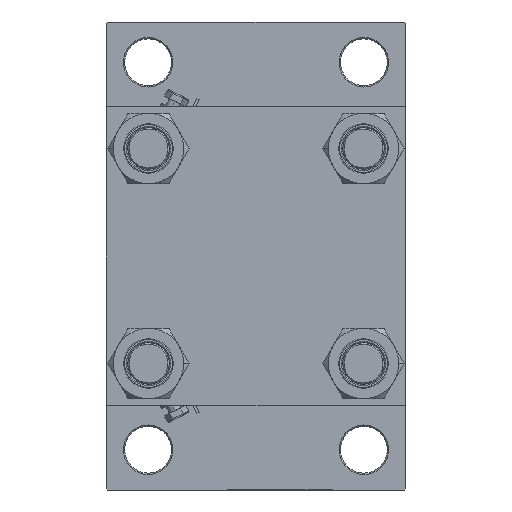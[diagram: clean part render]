
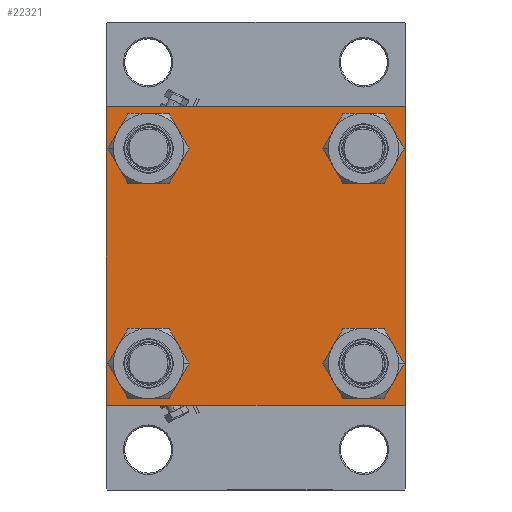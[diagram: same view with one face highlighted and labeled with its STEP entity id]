
A CAD part, left-side view. The second image highlights one B-rep face of the part: STEP entity #22321.
In plain terms, the highlighted planar face has unit normal (-1, 0, 0).
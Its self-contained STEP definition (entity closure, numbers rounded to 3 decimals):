
#73 = FACE_BOUND ( 'NONE', #2806, .T. ) ;
#151 = EDGE_CURVE ( 'NONE', #3142, #12915, #13669, .T. ) ;
#195 = CIRCLE ( 'NONE', #41751, 8.5 ) ;
#337 = CARTESIAN_POINT ( 'NONE',  ( 0., -57., 57.5 ) ) ;
#577 = DIRECTION ( 'NONE',  ( -1., 0., 0. ) ) ;
#601 = ORIENTED_EDGE ( 'NONE', *, *, #38278, .T. ) ;
#1611 = DIRECTION ( 'NONE',  ( 1., 0., 0. ) ) ;
#1694 = DIRECTION ( 'NONE',  ( 0., 0.707, 0.707 ) ) ;
#1828 = LINE ( 'NONE', #40616, #43743 ) ;
#2213 = CIRCLE ( 'NONE', #39666, 8.5 ) ;
#2554 = VERTEX_POINT ( 'NONE', #14079 ) ;
#2561 = CARTESIAN_POINT ( 'NONE',  ( 0., 41.35, -49.85 ) ) ;
#2640 = VECTOR ( 'NONE', #8365, 1000. ) ;
#2806 = EDGE_LOOP ( 'NONE', ( #4531, #8402 ) ) ;
#3142 = VERTEX_POINT ( 'NONE', #39955 ) ;
#3969 = AXIS2_PLACEMENT_3D ( 'NONE', #4213, #1611, #27176 ) ;
#4213 = CARTESIAN_POINT ( 'NONE',  ( 0., 41.35, -41.35 ) ) ;
#4269 = CARTESIAN_POINT ( 'NONE',  ( 0., 41.35, 41.35 ) ) ;
#4531 = ORIENTED_EDGE ( 'NONE', *, *, #45264, .T. ) ;
#5388 = CARTESIAN_POINT ( 'NONE',  ( 0., -41.35, -32.85 ) ) ;
#5401 = CIRCLE ( 'NONE', #8674, 8.5 ) ;
#5503 = VECTOR ( 'NONE', #29009, 1000. ) ;
#5711 = VERTEX_POINT ( 'NONE', #47038 ) ;
#6248 = DIRECTION ( 'NONE',  ( 1., 0., 0. ) ) ;
#7186 = VERTEX_POINT ( 'NONE', #42451 ) ;
#7416 = DIRECTION ( 'NONE',  ( 0., 0., 1. ) ) ;
#7709 = FACE_BOUND ( 'NONE', #15294, .T. ) ;
#8365 = DIRECTION ( 'NONE',  ( 0., -1., 0. ) ) ;
#8402 = ORIENTED_EDGE ( 'NONE', *, *, #12171, .T. ) ;
#8475 = FACE_BOUND ( 'NONE', #14812, .T. ) ;
#8674 = AXIS2_PLACEMENT_3D ( 'NONE', #29189, #10298, #45270 ) ;
#8885 = VECTOR ( 'NONE', #29889, 1000. ) ;
#9026 = EDGE_CURVE ( 'NONE', #47754, #12656, #13473, .T. ) ;
#9420 = DIRECTION ( 'NONE',  ( 1., 0., 0. ) ) ;
#9963 = VECTOR ( 'NONE', #38362, 1000. ) ;
#10298 = DIRECTION ( 'NONE',  ( 1., 0., 0. ) ) ;
#10895 = AXIS2_PLACEMENT_3D ( 'NONE', #39085, #577, #19956 ) ;
#11362 = VERTEX_POINT ( 'NONE', #11431 ) ;
#11431 = CARTESIAN_POINT ( 'NONE',  ( 0., -57.5, -57. ) ) ;
#11937 = EDGE_CURVE ( 'NONE', #18376, #13125, #2213, .T. ) ;
#12171 = EDGE_CURVE ( 'NONE', #44177, #5711, #41280, .T. ) ;
#12656 = VERTEX_POINT ( 'NONE', #17726 ) ;
#12818 = EDGE_CURVE ( 'NONE', #7186, #37085, #38059, .T. ) ;
#12915 = VERTEX_POINT ( 'NONE', #337 ) ;
#13125 = VERTEX_POINT ( 'NONE', #18880 ) ;
#13473 = LINE ( 'NONE', #32127, #34657 ) ;
#13669 = LINE ( 'NONE', #21334, #43394 ) ;
#13847 = ORIENTED_EDGE ( 'NONE', *, *, #9026, .T. ) ;
#14079 = CARTESIAN_POINT ( 'NONE',  ( 0., 57.5, -57. ) ) ;
#14202 = ORIENTED_EDGE ( 'NONE', *, *, #16139, .T. ) ;
#14323 = CARTESIAN_POINT ( 'NONE',  ( 0., 57.25, -57.25 ) ) ;
#14567 = CIRCLE ( 'NONE', #3969, 8.5 ) ;
#14620 = DIRECTION ( 'NONE',  ( 0., 0.707, -0.707 ) ) ;
#14812 = EDGE_LOOP ( 'NONE', ( #39452, #27487 ) ) ;
#14921 = ORIENTED_EDGE ( 'NONE', *, *, #12818, .T. ) ;
#15294 = EDGE_LOOP ( 'NONE', ( #34894, #14921 ) ) ;
#15884 = DIRECTION ( 'NONE',  ( 1., 0., 0. ) ) ;
#15981 = VERTEX_POINT ( 'NONE', #29464 ) ;
#16028 = EDGE_CURVE ( 'NONE', #35082, #39503, #195, .T. ) ;
#16139 = EDGE_CURVE ( 'NONE', #12656, #11362, #45542, .T. ) ;
#16881 = DIRECTION ( 'NONE',  ( 0., 0., -1. ) ) ;
#17726 = CARTESIAN_POINT ( 'NONE',  ( 0., -57., -57.5 ) ) ;
#18163 = LINE ( 'NONE', #14323, #8885 ) ;
#18216 = CARTESIAN_POINT ( 'NONE',  ( 0., -41.35, -41.35 ) ) ;
#18218 = CIRCLE ( 'NONE', #31254, 8.5 ) ;
#18376 = VERTEX_POINT ( 'NONE', #5388 ) ;
#18446 = CARTESIAN_POINT ( 'NONE',  ( 0., 57.25, 57.25 ) ) ;
#18579 = EDGE_CURVE ( 'NONE', #15981, #12915, #24442, .T. ) ;
#18654 = DIRECTION ( 'NONE',  ( 1., 0., 0. ) ) ;
#18880 = CARTESIAN_POINT ( 'NONE',  ( 0., -41.35, -49.85 ) ) ;
#19832 = DIRECTION ( 'NONE',  ( 0., 0., 1. ) ) ;
#19956 = DIRECTION ( 'NONE',  ( 0., 0., 1. ) ) ;
#20118 = ORIENTED_EDGE ( 'NONE', *, *, #11937, .T. ) ;
#20151 = LINE ( 'NONE', #18446, #44524 ) ;
#20858 = CARTESIAN_POINT ( 'NONE',  ( 0., 57., -57.5 ) ) ;
#21334 = CARTESIAN_POINT ( 'NONE',  ( 0., -57.25, 57.25 ) ) ;
#21614 = CARTESIAN_POINT ( 'NONE',  ( 0., 57.5, 57.5 ) ) ;
#21822 = DIRECTION ( 'NONE',  ( 0., 0., 1. ) ) ;
#21965 = EDGE_CURVE ( 'NONE', #13125, #18376, #18218, .T. ) ;
#22321 = ADVANCED_FACE ( 'NONE', ( #7709, #31439, #8475, #73, #34780 ), #27601, .T. ) ;
#22590 = AXIS2_PLACEMENT_3D ( 'NONE', #47543, #15884, #47036 ) ;
#22794 = DIRECTION ( 'NONE',  ( 0., 0., 1. ) ) ;
#24442 = LINE ( 'NONE', #32104, #2640 ) ;
#24982 = DIRECTION ( 'NONE',  ( 0., 0., 1. ) ) ;
#25728 = CARTESIAN_POINT ( 'NONE',  ( 0., 41.35, 32.85 ) ) ;
#26273 = ORIENTED_EDGE ( 'NONE', *, *, #18579, .F. ) ;
#26294 = CARTESIAN_POINT ( 'NONE',  ( 0., 41.35, 41.35 ) ) ;
#27176 = DIRECTION ( 'NONE',  ( 0., 0., 1. ) ) ;
#27487 = ORIENTED_EDGE ( 'NONE', *, *, #16028, .T. ) ;
#27601 = PLANE ( 'NONE',  #10895 ) ;
#27939 = EDGE_CURVE ( 'NONE', #37085, #7186, #5401, .T. ) ;
#28084 = EDGE_LOOP ( 'NONE', ( #20118, #49724 ) ) ;
#28131 = EDGE_CURVE ( 'NONE', #15981, #44115, #20151, .T. ) ;
#29009 = DIRECTION ( 'NONE',  ( 0., 0., -1. ) ) ;
#29047 = DIRECTION ( 'NONE',  ( 0., -1., 0. ) ) ;
#29066 = CARTESIAN_POINT ( 'NONE',  ( 0., -41.35, -41.35 ) ) ;
#29189 = CARTESIAN_POINT ( 'NONE',  ( 0., -41.35, 41.35 ) ) ;
#29464 = CARTESIAN_POINT ( 'NONE',  ( 0., 57., 57.5 ) ) ;
#29889 = DIRECTION ( 'NONE',  ( 0., -0.707, -0.707 ) ) ;
#30677 = CARTESIAN_POINT ( 'NONE',  ( 0., -41.35, 49.85 ) ) ;
#31254 = AXIS2_PLACEMENT_3D ( 'NONE', #29066, #9420, #24982 ) ;
#31439 = FACE_BOUND ( 'NONE', #28084, .T. ) ;
#32104 = CARTESIAN_POINT ( 'NONE',  ( 0., 57.5, 57.5 ) ) ;
#32127 = CARTESIAN_POINT ( 'NONE',  ( 0., 57.5, -57.5 ) ) ;
#34288 = DIRECTION ( 'NONE',  ( 1., 0., 0. ) ) ;
#34584 = EDGE_CURVE ( 'NONE', #44115, #2554, #36913, .T. ) ;
#34657 = VECTOR ( 'NONE', #29047, 1000. ) ;
#34780 = FACE_OUTER_BOUND ( 'NONE', #45259, .T. ) ;
#34802 = CARTESIAN_POINT ( 'NONE',  ( 0., -57.25, -57.25 ) ) ;
#34894 = ORIENTED_EDGE ( 'NONE', *, *, #27939, .T. ) ;
#35082 = VERTEX_POINT ( 'NONE', #2561 ) ;
#36473 = CARTESIAN_POINT ( 'NONE',  ( 0., 57.5, 57. ) ) ;
#36913 = LINE ( 'NONE', #21614, #5503 ) ;
#37085 = VERTEX_POINT ( 'NONE', #30677 ) ;
#38013 = EDGE_CURVE ( 'NONE', #39503, #35082, #14567, .T. ) ;
#38059 = CIRCLE ( 'NONE', #22590, 8.5 ) ;
#38278 = EDGE_CURVE ( 'NONE', #2554, #47754, #18163, .T. ) ;
#38362 = DIRECTION ( 'NONE',  ( 0., -0.707, 0.707 ) ) ;
#39085 = CARTESIAN_POINT ( 'NONE',  ( 0., 0., 0. ) ) ;
#39452 = ORIENTED_EDGE ( 'NONE', *, *, #38013, .T. ) ;
#39503 = VERTEX_POINT ( 'NONE', #49306 ) ;
#39666 = AXIS2_PLACEMENT_3D ( 'NONE', #18216, #34288, #22794 ) ;
#39723 = AXIS2_PLACEMENT_3D ( 'NONE', #4269, #46396, #19832 ) ;
#39955 = CARTESIAN_POINT ( 'NONE',  ( 0., -57.5, 57. ) ) ;
#40387 = ORIENTED_EDGE ( 'NONE', *, *, #43815, .F. ) ;
#40616 = CARTESIAN_POINT ( 'NONE',  ( 0., -57.5, 57.5 ) ) ;
#41280 = CIRCLE ( 'NONE', #50286, 8.5 ) ;
#41751 = AXIS2_PLACEMENT_3D ( 'NONE', #44285, #6248, #21822 ) ;
#41753 = ORIENTED_EDGE ( 'NONE', *, *, #28131, .T. ) ;
#42451 = CARTESIAN_POINT ( 'NONE',  ( 0., -41.35, 32.85 ) ) ;
#43394 = VECTOR ( 'NONE', #1694, 1000. ) ;
#43743 = VECTOR ( 'NONE', #16881, 1000. ) ;
#43796 = ORIENTED_EDGE ( 'NONE', *, *, #34584, .T. ) ;
#43815 = EDGE_CURVE ( 'NONE', #3142, #11362, #1828, .T. ) ;
#44115 = VERTEX_POINT ( 'NONE', #36473 ) ;
#44177 = VERTEX_POINT ( 'NONE', #25728 ) ;
#44285 = CARTESIAN_POINT ( 'NONE',  ( 0., 41.35, -41.35 ) ) ;
#44524 = VECTOR ( 'NONE', #14620, 1000. ) ;
#44664 = CIRCLE ( 'NONE', #39723, 8.5 ) ;
#45259 = EDGE_LOOP ( 'NONE', ( #43796, #601, #13847, #14202, #40387, #47922, #26273, #41753 ) ) ;
#45264 = EDGE_CURVE ( 'NONE', #5711, #44177, #44664, .T. ) ;
#45270 = DIRECTION ( 'NONE',  ( 0., 0., 1. ) ) ;
#45542 = LINE ( 'NONE', #34802, #9963 ) ;
#46396 = DIRECTION ( 'NONE',  ( 1., 0., 0. ) ) ;
#47036 = DIRECTION ( 'NONE',  ( 0., 0., 1. ) ) ;
#47038 = CARTESIAN_POINT ( 'NONE',  ( 0., 41.35, 49.85 ) ) ;
#47543 = CARTESIAN_POINT ( 'NONE',  ( 0., -41.35, 41.35 ) ) ;
#47754 = VERTEX_POINT ( 'NONE', #20858 ) ;
#47922 = ORIENTED_EDGE ( 'NONE', *, *, #151, .T. ) ;
#49306 = CARTESIAN_POINT ( 'NONE',  ( 0., 41.35, -32.85 ) ) ;
#49724 = ORIENTED_EDGE ( 'NONE', *, *, #21965, .T. ) ;
#50286 = AXIS2_PLACEMENT_3D ( 'NONE', #26294, #18654, #7416 ) ;
